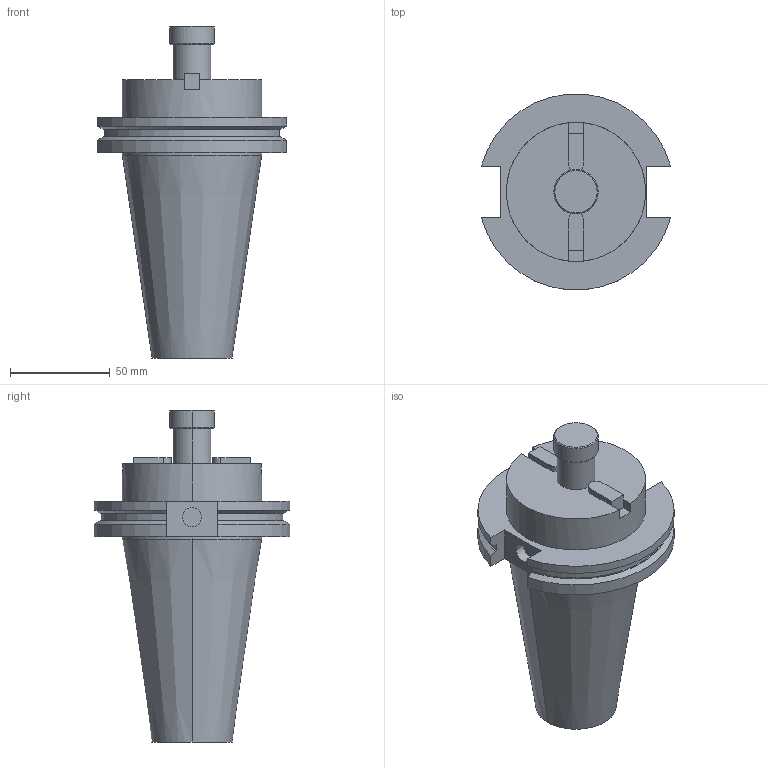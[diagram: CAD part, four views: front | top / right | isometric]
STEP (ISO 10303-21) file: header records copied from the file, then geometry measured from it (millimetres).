
FILE_DESCRIPTION (( 'STEP AP203' ), '1' );
FILE_NAME ('STP-44.151.64.150.STEP', '2020-06-30T08:03:06', ( '' ), ( '' ), 'SwSTEP 2.0', 'SolidWorks 2017', '' );
FILE_SCHEMA (( 'CONFIG_CONTROL_DESIGN' ));
Length unit declared in the file: millimetre
Products named in the file (1): STP-44.151.64.150
Bounding box: 94.95 x 98.05 x 166.55 mm (x, y, z)
Volume: 419573.8 mm3; surface area: 50581.2 mm2
Topology: 4 solids, 4 shells, 77 faces, 178 edges, 113 vertices
Faces by surface type: plane 35, cylinder 26, cone 16
Entity records: 2253 total; most frequent: DIRECTION 392, CARTESIAN_POINT 391, ORIENTED_EDGE 352, EDGE_CURVE 176, AXIS2_PLACEMENT_3D 146, VERTEX_POINT 113, LINE 100, VECTOR 100
